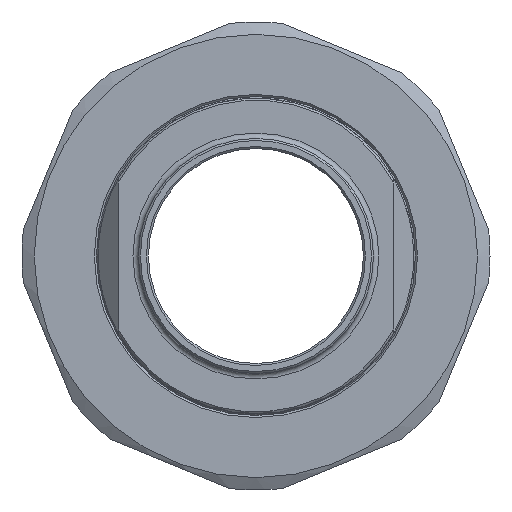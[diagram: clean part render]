
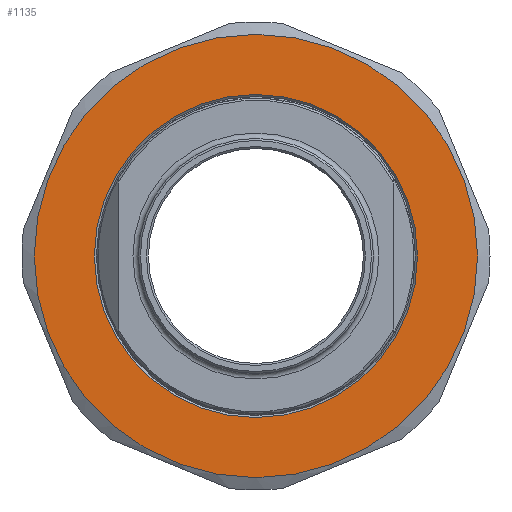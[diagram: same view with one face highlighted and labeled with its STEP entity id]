
A CAD part, left-side view. The second image highlights one B-rep face of the part: STEP entity #1135.
In plain terms, the highlighted planar face has unit normal (-1, 0, 0).
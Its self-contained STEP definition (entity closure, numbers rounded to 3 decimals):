
#69=FACE_BOUND('',#194,.T.);
#78=PLANE('',#1282);
#124=FACE_OUTER_BOUND('',#193,.T.);
#193=EDGE_LOOP('',(#779));
#194=EDGE_LOOP('',(#780));
#387=CIRCLE('',#1281,24.05);
#388=CIRCLE('',#1283,33.);
#476=VERTEX_POINT('',#1851);
#477=VERTEX_POINT('',#1855);
#594=EDGE_CURVE('',#476,#476,#387,.T.);
#596=EDGE_CURVE('',#477,#477,#388,.T.);
#779=ORIENTED_EDGE('',*,*,#596,.T.);
#780=ORIENTED_EDGE('',*,*,#594,.F.);
#1135=ADVANCED_FACE('',(#124,#69),#78,.T.);
#1281=AXIS2_PLACEMENT_3D('',#1852,#1463,#1464);
#1282=AXIS2_PLACEMENT_3D('',#1854,#1466,#1467);
#1283=AXIS2_PLACEMENT_3D('',#1856,#1468,#1469);
#1463=DIRECTION('center_axis',(-1.,0.,0.));
#1464=DIRECTION('ref_axis',(0.,1.,0.));
#1466=DIRECTION('center_axis',(-1.,0.,0.));
#1467=DIRECTION('ref_axis',(0.,0.,1.));
#1468=DIRECTION('center_axis',(-1.,0.,0.));
#1469=DIRECTION('ref_axis',(0.,1.,0.));
#1851=CARTESIAN_POINT('',(-23.,-24.05,0.));
#1852=CARTESIAN_POINT('Origin',(-23.,0.,0.));
#1854=CARTESIAN_POINT('Origin',(-23.,0.,0.));
#1855=CARTESIAN_POINT('',(-23.,-33.,0.));
#1856=CARTESIAN_POINT('Origin',(-23.,0.,0.));
